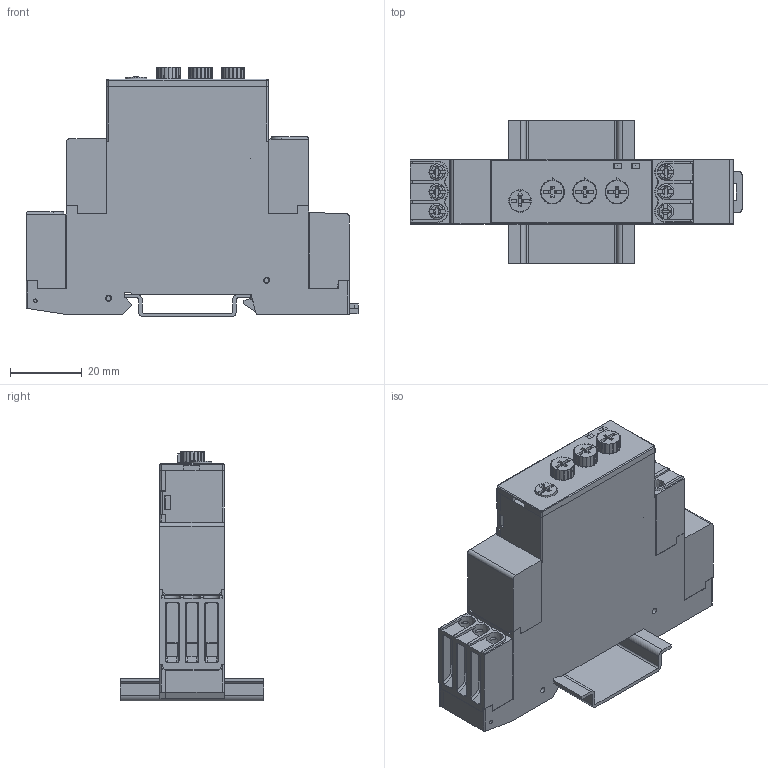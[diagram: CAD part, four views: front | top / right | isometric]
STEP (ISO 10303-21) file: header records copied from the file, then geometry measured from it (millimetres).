
FILE_DESCRIPTION(/* description */ ('Unknown'),/* implementation_level */ '2;1');
FILE_NAME(/* name */ '84873222 (MWG ), 84872140 (MUS12), 84873025 (MWUA),84872141 (MUS80),84872141 (MUS80)',/* time_stamp */ '2024-06-04T19:20:47+06:00',/* author */ ('Unknown'),/* organization */ ('Unknown'),/* preprocessor_version */ 'ST-DEVELOPER v18.104',/* originating_system */ 'Solid Edge',/* authorisation */ 'Unknown');
FILE_SCHEMA (('AUTOMOTIVE_DESIGN {1 0 10303 214 3 1 1}'));
Products named in the file (1): 84873222 (MWG ), 84872140 (MUS12), 84873025 (MWUA),84872141 (MUS80),8
4872141 (MUS80)
Bounding box: 92.44 x 40 x 69.57 mm (x, y, z)
Volume: 27749.6 mm3; surface area: 46529.1 mm2
Topology: 34 solids, 34 shells, 3081 faces, 8228 edges, 5168 vertices
Faces by surface type: plane 1863, cylinder 668, cone 241, torus 169, sphere 113, bspline 27
Full cylindrical faces by diameter (mm): 0.01 x2, 0.05 x2, 0.1 x7, 1.4 x4, 1.5 x9, 2.4 x6, 2.5 x1, 3.2 x6, 4.5 x6, 6.3 x1
Entity records: 104549 total; most frequent: CARTESIAN_POINT 27458, ORIENTED_EDGE 15934, DIRECTION 14094, EDGE_CURVE 7967, LINE 5264, VECTOR 5264, VERTEX_POINT 5111, AXIS2_PLACEMENT_3D 4415
